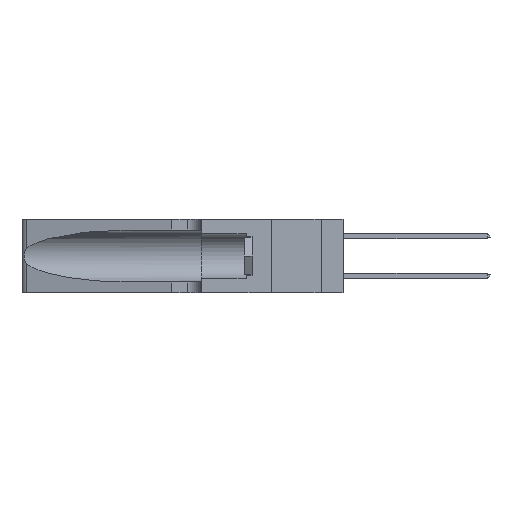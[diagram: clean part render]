
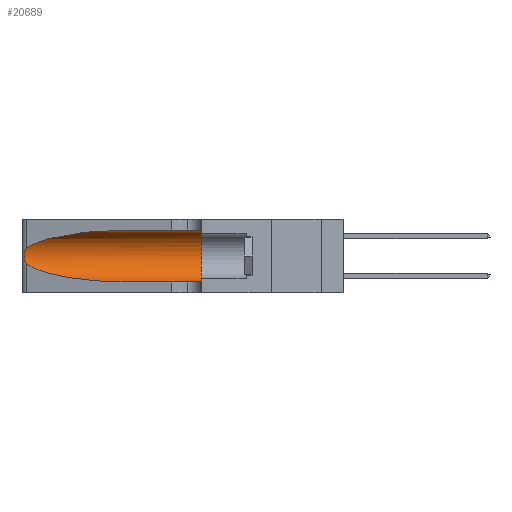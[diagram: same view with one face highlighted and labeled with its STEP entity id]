
A CAD part, left-side view. The second image highlights one B-rep face of the part: STEP entity #20689.
In plain terms, the highlighted cylindrical face has radius 3.308 mm (diameter 6.617 mm), a partial arc.
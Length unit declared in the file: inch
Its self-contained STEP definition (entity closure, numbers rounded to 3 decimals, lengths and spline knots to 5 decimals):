
#195 = CARTESIAN_POINT ( 'NONE',  ( 0.25639, 1.23184, 0.21858 ) ) ;
#636 = CARTESIAN_POINT ( 'NONE',  ( 0.1305, 0.72297, 0.31525 ) ) ;
#732 = DIRECTION ( 'NONE',  ( 0., -1., 0. ) ) ;
#2219 = CARTESIAN_POINT ( 'NONE',  ( 0.1305, 1.61858, 0.05475 ) ) ;
#2294 = CARTESIAN_POINT ( 'NONE',  ( 0.25555, 1.22994, 0.2215 ) ) ;
#2315 = DIRECTION ( 'NONE',  ( 0., -1., 0. ) ) ;
#2394 = CARTESIAN_POINT ( 'NONE',  ( 0.25854, 1.2359, 0.20912 ) ) ;
#2417 = VERTEX_POINT ( 'NONE', #636 ) ;
#2741 = CARTESIAN_POINT ( 'NONE',  ( 0.25487, 1.22718, 0.14631 ) ) ;
#3459 = CARTESIAN_POINT ( 'NONE',  ( 0.1305, 0.35, 0.05475 ) ) ;
#3618 = VERTEX_POINT ( 'NONE', #2741 ) ;
#4073 = CARTESIAN_POINT ( 'NONE',  ( 0.18966, 0.96281, 0.05475 ) ) ;
#4226 = EDGE_CURVE ( 'NONE', #2417, #23217, #6687, .T. ) ;
#4579 = CARTESIAN_POINT ( 'NONE',  ( 0.26075, 1.23896, 0.19203 ) ) ;
#5471 = CARTESIAN_POINT ( 'NONE',  ( 0.25487, 1.22718, 0.22369 ) ) ;
#6022 = VECTOR ( 'NONE', #732, 39.37008 ) ;
#6657 = CARTESIAN_POINT ( 'NONE',  ( 0.25487, 1.22718, 0.22369 ) ) ;
#6687 = LINE ( 'NONE', #15586, #6022 ) ;
#6747 = CARTESIAN_POINT ( 'NONE',  ( 0.26017, 1.23833, 0.17102 ) ) ;
#6892 =( BOUNDED_CURVE ( )  B_SPLINE_CURVE ( 3, ( #24254, #26301, #18039, #5471 ),
 .UNSPECIFIED., .F., .F. ) 
 B_SPLINE_CURVE_WITH_KNOTS ( ( 4, 4 ),
 ( 1.5708, 2.84003 ),
 .UNSPECIFIED. ) 
 CURVE ( )  GEOMETRIC_REPRESENTATION_ITEM ( )  RATIONAL_B_SPLINE_CURVE ( ( 1., 0.87, 0.87, 1. ) ) 
 REPRESENTATION_ITEM ( '' )  );
#7155 = AXIS2_PLACEMENT_3D ( 'NONE', #24927, #12492, #26997 ) ;
#8180 = VERTEX_POINT ( 'NONE', #3459 ) ;
#8321 = CARTESIAN_POINT ( 'NONE',  ( 0.2373, 1.15595, 0.08982 ) ) ;
#8865 = EDGE_CURVE ( 'NONE', #23217, #8180, #13178, .T. ) ;
#8899 = CARTESIAN_POINT ( 'NONE',  ( 0.25789, 1.23486, 0.15765 ) ) ;
#9274 = ORIENTED_EDGE ( 'NONE', *, *, #4226, .F. ) ;
#10575 = ORIENTED_EDGE ( 'NONE', *, *, #25823, .T. ) ;
#10969 = DIRECTION ( 'NONE',  ( 0., -1., 0. ) ) ;
#11047 = CARTESIAN_POINT ( 'NONE',  ( 0.25555, 1.22993, 0.14849 ) ) ;
#11445 = EDGE_CURVE ( 'NONE', #3618, #23048, #16622, .T. ) ;
#11591 = CARTESIAN_POINT ( 'NONE',  ( 0.1305, 0.72297, 0.05475 ) ) ;
#12492 = DIRECTION ( 'NONE',  ( 0., 1., 0. ) ) ;
#13178 = CIRCLE ( 'NONE', #7155, 0.13025 ) ;
#14009 = EDGE_CURVE ( 'NONE', #2417, #19144, #6892, .T. ) ;
#14833 = ORIENTED_EDGE ( 'NONE', *, *, #14009, .T. ) ;
#15102 = CARTESIAN_POINT ( 'NONE',  ( 0.25787, 1.23484, 0.2124 ) ) ;
#15586 = CARTESIAN_POINT ( 'NONE',  ( 0.1305, 1.61858, 0.31525 ) ) ;
#16622 =( BOUNDED_CURVE ( )  B_SPLINE_CURVE ( 3, ( #22929, #8321, #4073, #18822 ),
 .UNSPECIFIED., .F., .F. ) 
 B_SPLINE_CURVE_WITH_KNOTS ( ( 4, 4 ),
 ( 3.44316, 4.71239 ),
 .UNSPECIFIED. ) 
 CURVE ( )  GEOMETRIC_REPRESENTATION_ITEM ( )  RATIONAL_B_SPLINE_CURVE ( ( 1., 0.87, 0.87, 1. ) ) 
 REPRESENTATION_ITEM ( '' )  );
#16714 = AXIS2_PLACEMENT_3D ( 'NONE', #25400, #10969, #25484 ) ;
#16898 = VECTOR ( 'NONE', #2315, 39.37008 ) ;
#17179 = CARTESIAN_POINT ( 'NONE',  ( 0.26018, 1.23835, 0.19895 ) ) ;
#18039 = CARTESIAN_POINT ( 'NONE',  ( 0.2373, 1.15595, 0.28018 ) ) ;
#18822 = CARTESIAN_POINT ( 'NONE',  ( 0.1305, 0.72297, 0.05475 ) ) ;
#18863 = EDGE_CURVE ( 'NONE', #19144, #3618, #19468, .T. ) ;
#19144 = VERTEX_POINT ( 'NONE', #20671 ) ;
#19254 = ORIENTED_EDGE ( 'NONE', *, *, #8865, .F. ) ;
#19303 = CARTESIAN_POINT ( 'NONE',  ( 0.26075, 1.23896, 0.178 ) ) ;
#19468 = B_SPLINE_CURVE_WITH_KNOTS ( 'NONE', 3,
 ( #6657, #2294, #195, #15102, #2394, #17179, #4579, #19303, #6747, #21416, #8899, #23508, #11047, #25569 ),
 .UNSPECIFIED., .F., .F.,
 ( 4, 2, 2, 2, 2, 2, 4 ),
 ( 0., 0.00027, 0.00053, 0.00107, 0.0016, 0.00187, 0.00214 ),
 .UNSPECIFIED. ) ;
#19513 = ORIENTED_EDGE ( 'NONE', *, *, #18863, .T. ) ;
#20671 = CARTESIAN_POINT ( 'NONE',  ( 0.25487, 1.22718, 0.22369 ) ) ;
#20689 = ADVANCED_FACE ( 'NONE', ( #22062 ), #21427, .F. ) ;
#21416 = CARTESIAN_POINT ( 'NONE',  ( 0.25856, 1.23593, 0.16098 ) ) ;
#21427 = CYLINDRICAL_SURFACE ( 'NONE', #16714, 0.13025 ) ;
#22062 = FACE_OUTER_BOUND ( 'NONE', #22884, .T. ) ;
#22401 = CARTESIAN_POINT ( 'NONE',  ( 0.1305, 0.35, 0.31525 ) ) ;
#22471 = LINE ( 'NONE', #2219, #16898 ) ;
#22884 = EDGE_LOOP ( 'NONE', ( #14833, #19513, #25081, #10575, #19254, #9274 ) ) ;
#22929 = CARTESIAN_POINT ( 'NONE',  ( 0.25487, 1.22718, 0.14631 ) ) ;
#23048 = VERTEX_POINT ( 'NONE', #11591 ) ;
#23217 = VERTEX_POINT ( 'NONE', #22401 ) ;
#23508 = CARTESIAN_POINT ( 'NONE',  ( 0.25639, 1.23186, 0.15144 ) ) ;
#24254 = CARTESIAN_POINT ( 'NONE',  ( 0.1305, 0.72297, 0.31525 ) ) ;
#24927 = CARTESIAN_POINT ( 'NONE',  ( 0.1305, 0.35, 0.185 ) ) ;
#25081 = ORIENTED_EDGE ( 'NONE', *, *, #11445, .T. ) ;
#25400 = CARTESIAN_POINT ( 'NONE',  ( 0.1305, 1.61858, 0.185 ) ) ;
#25484 = DIRECTION ( 'NONE',  ( 0., 0., -1. ) ) ;
#25569 = CARTESIAN_POINT ( 'NONE',  ( 0.25487, 1.22718, 0.14631 ) ) ;
#25823 = EDGE_CURVE ( 'NONE', #23048, #8180, #22471, .T. ) ;
#26301 = CARTESIAN_POINT ( 'NONE',  ( 0.18966, 0.96281, 0.31525 ) ) ;
#26997 = DIRECTION ( 'NONE',  ( 0., 0., 1. ) ) ;
